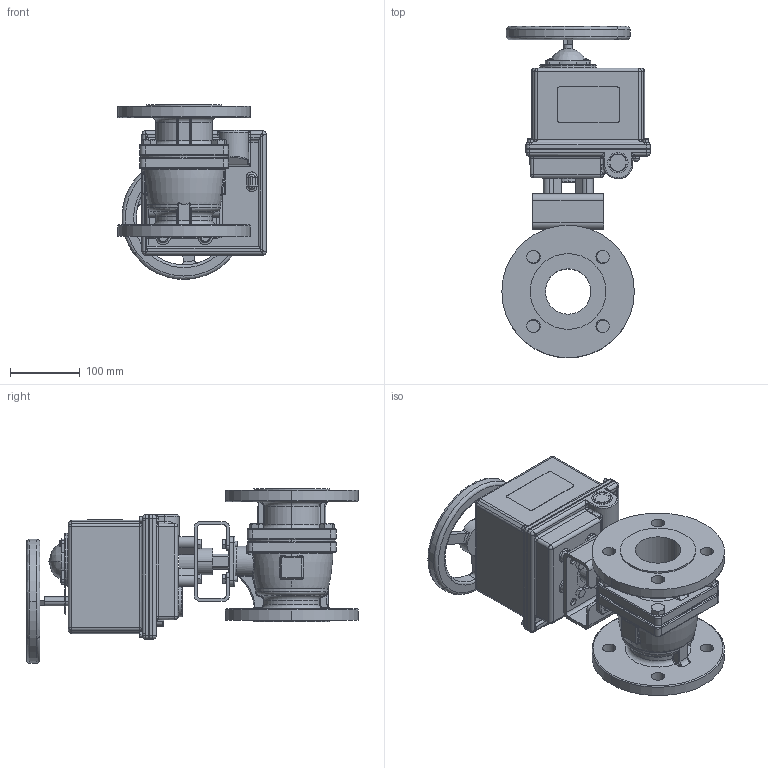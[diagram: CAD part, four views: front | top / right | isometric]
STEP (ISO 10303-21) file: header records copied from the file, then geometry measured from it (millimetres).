
FILE_DESCRIPTION (( 'STEP AP203' ), '1' );
FILE_NAME ('2000F-250_ER-10.STEP', '2017-12-19T21:28:40', ( '' ), ( '' ), 'SwSTEP 2.0', 'SolidWorks 2014', '' );
FILE_SCHEMA (( 'CONFIG_CONTROL_DESIGN' ));
Length unit declared in the file: inch
Products named in the file (1): 2000F-250_ER-10
Bounding box: 212.34 x 475.37 x 249.83 mm (x, y, z)
Surface area: 536832.1 mm2 (no closed solid volume)
Topology: 0 solids, 61 shells, 1034 faces, 3047 edges, 2006 vertices
Faces by surface type: cylinder 407, plane 286, bspline 217, torus 62, cone 51, sphere 11
Entity records: 48983 total; most frequent: CARTESIAN_POINT 23430, ORIENTED_EDGE 5124, DIRECTION 5065, EDGE_CURVE 3019, VERTEX_POINT 2006, AXIS2_PLACEMENT_3D 1949, VECTOR 1167, LINE 1167
